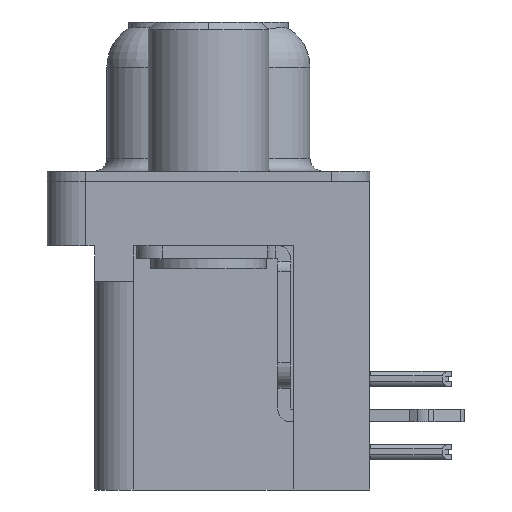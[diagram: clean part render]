
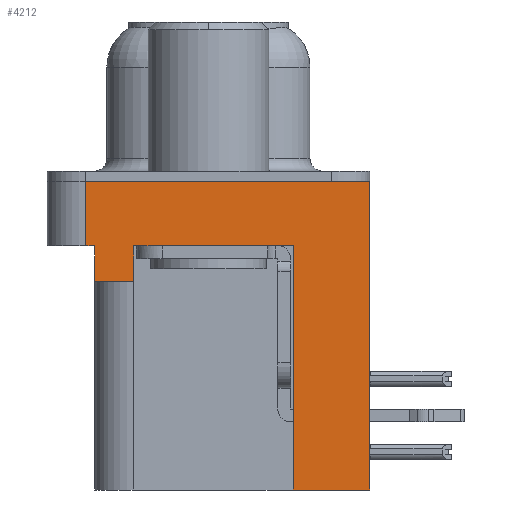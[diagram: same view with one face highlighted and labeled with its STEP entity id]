
A CAD part, left-side view. The second image highlights one B-rep face of the part: STEP entity #4212.
In plain terms, the highlighted planar face has unit normal (-1, 0, 0).
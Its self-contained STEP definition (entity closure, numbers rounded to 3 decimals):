
#136 = CARTESIAN_POINT ( 'NONE',  ( -2.91, 4.425, -3.9 ) ) ;
#434 = CARTESIAN_POINT ( 'NONE',  ( -2.91, 4.425, -2.5 ) ) ;
#615 = CARTESIAN_POINT ( 'NONE',  ( -2.91, 2.895, -2.5 ) ) ;
#1249 = VERTEX_POINT ( 'NONE', #10097 ) ;
#1302 = EDGE_CURVE ( 'NONE', #8896, #7431, #9312, .T. ) ;
#1640 = CARTESIAN_POINT ( 'NONE',  ( -2.91, -6.275, 0. ) ) ;
#1639 = LINE ( 'NONE', #16533, #21304 ) ;
#1907 = DIRECTION ( 'NONE',  ( 0., 0., 1. ) ) ;
#2173 = CARTESIAN_POINT ( 'NONE',  ( -2.91, -3.295, -2.5 ) ) ;
#2286 = LINE ( 'NONE', #22750, #8528 ) ;
#2482 = DIRECTION ( 'NONE',  ( 0., -1., 0. ) ) ;
#2494 = DIRECTION ( 'NONE',  ( 0., 1., 0. ) ) ;
#2893 = LINE ( 'NONE', #5837, #7336 ) ;
#3529 = EDGE_CURVE ( 'NONE', #8896, #1249, #19663, .T. ) ;
#3544 = VECTOR ( 'NONE', #14331, 1000. ) ;
#4212 = ADVANCED_FACE ( 'NONE', ( #7097 ), #20731, .T. ) ;
#4616 = CARTESIAN_POINT ( 'NONE',  ( -2.91, -6.275, -2.5 ) ) ;
#5497 = EDGE_CURVE ( 'NONE', #1249, #8209, #13904, .T. ) ;
#5761 = VERTEX_POINT ( 'NONE', #2173 ) ;
#5837 = CARTESIAN_POINT ( 'NONE',  ( -2.91, 4.425, -3.9 ) ) ;
#5853 = ORIENTED_EDGE ( 'NONE', *, *, #3529, .F. ) ;
#6586 = VECTOR ( 'NONE', #23194, 1000. ) ;
#7090 = ORIENTED_EDGE ( 'NONE', *, *, #9701, .F. ) ;
#7097 = FACE_OUTER_BOUND ( 'NONE', #13623, .T. ) ;
#7336 = VECTOR ( 'NONE', #21121, 1000. ) ;
#7379 = VERTEX_POINT ( 'NONE', #615 ) ;
#7431 = VERTEX_POINT ( 'NONE', #434 ) ;
#8209 = VERTEX_POINT ( 'NONE', #1640 ) ;
#8285 = VERTEX_POINT ( 'NONE', #17404 ) ;
#8528 = VECTOR ( 'NONE', #14984, 1000. ) ;
#8896 = VERTEX_POINT ( 'NONE', #16294 ) ;
#9303 = EDGE_CURVE ( 'NONE', #14063, #7379, #1639, .T. ) ;
#9312 = LINE ( 'NONE', #4616, #10198 ) ;
#9401 = VERTEX_POINT ( 'NONE', #14406 ) ;
#9701 = EDGE_CURVE ( 'NONE', #9401, #8285, #10833, .T. ) ;
#9986 = AXIS2_PLACEMENT_3D ( 'NONE', #15043, #22811, #18707 ) ;
#10017 = LINE ( 'NONE', #10489, #17153 ) ;
#10097 = CARTESIAN_POINT ( 'NONE',  ( -2.91, 4.775, 0. ) ) ;
#10198 = VECTOR ( 'NONE', #2482, 1000. ) ;
#10345 = CARTESIAN_POINT ( 'NONE',  ( -2.91, -6.275, 0. ) ) ;
#10489 = CARTESIAN_POINT ( 'NONE',  ( -2.91, -6.275, -2.5 ) ) ;
#10833 = LINE ( 'NONE', #15862, #14118 ) ;
#11543 = ORIENTED_EDGE ( 'NONE', *, *, #12088, .F. ) ;
#11701 = VERTEX_POINT ( 'NONE', #24360 ) ;
#11764 = EDGE_CURVE ( 'NONE', #14063, #11701, #13431, .T. ) ;
#12088 = EDGE_CURVE ( 'NONE', #8285, #5761, #13120, .T. ) ;
#12275 = DIRECTION ( 'NONE',  ( 0., -1., 0. ) ) ;
#12746 = ORIENTED_EDGE ( 'NONE', *, *, #5497, .F. ) ;
#13120 = LINE ( 'NONE', #20894, #13404 ) ;
#13404 = VECTOR ( 'NONE', #1907, 1000. ) ;
#13431 = LINE ( 'NONE', #136, #6586 ) ;
#13457 = ORIENTED_EDGE ( 'NONE', *, *, #9303, .T. ) ;
#13623 = EDGE_LOOP ( 'NONE', ( #12746, #5853, #15546, #19746, #19929, #13457, #17035, #11543, #7090, #23524 ) ) ;
#13904 = LINE ( 'NONE', #10345, #24046 ) ;
#14063 = VERTEX_POINT ( 'NONE', #19791 ) ;
#14118 = VECTOR ( 'NONE', #2494, 1000. ) ;
#14164 = DIRECTION ( 'NONE',  ( 0., 0., 1. ) ) ;
#14331 = DIRECTION ( 'NONE',  ( 0., 0., 1. ) ) ;
#14406 = CARTESIAN_POINT ( 'NONE',  ( -2.91, -6.275, -12. ) ) ;
#14984 = DIRECTION ( 'NONE',  ( 0., -1., 0. ) ) ;
#15043 = CARTESIAN_POINT ( 'NONE',  ( -2.91, -6.275, -2.5 ) ) ;
#15546 = ORIENTED_EDGE ( 'NONE', *, *, #1302, .T. ) ;
#15862 = CARTESIAN_POINT ( 'NONE',  ( -2.91, -3.295, -12. ) ) ;
#16294 = CARTESIAN_POINT ( 'NONE',  ( -2.91, 4.775, -2.5 ) ) ;
#16533 = CARTESIAN_POINT ( 'NONE',  ( -2.91, 2.895, -3.9 ) ) ;
#17035 = ORIENTED_EDGE ( 'NONE', *, *, #22221, .T. ) ;
#17153 = VECTOR ( 'NONE', #14164, 1000. ) ;
#17404 = CARTESIAN_POINT ( 'NONE',  ( -2.91, -3.295, -12. ) ) ;
#18707 = DIRECTION ( 'NONE',  ( 0., 0., 1. ) ) ;
#19663 = LINE ( 'NONE', #20015, #3544 ) ;
#19746 = ORIENTED_EDGE ( 'NONE', *, *, #21710, .F. ) ;
#19791 = CARTESIAN_POINT ( 'NONE',  ( -2.91, 2.895, -3.9 ) ) ;
#19929 = ORIENTED_EDGE ( 'NONE', *, *, #11764, .F. ) ;
#20015 = CARTESIAN_POINT ( 'NONE',  ( -2.91, 4.775, -2.5 ) ) ;
#20414 = DIRECTION ( 'NONE',  ( 0., 0., 1. ) ) ;
#20731 = PLANE ( 'NONE',  #9986 ) ;
#20894 = CARTESIAN_POINT ( 'NONE',  ( -2.91, -3.295, -12. ) ) ;
#21121 = DIRECTION ( 'NONE',  ( 0., 0., 1. ) ) ;
#21304 = VECTOR ( 'NONE', #20414, 1000. ) ;
#21417 = EDGE_CURVE ( 'NONE', #9401, #8209, #10017, .T. ) ;
#21710 = EDGE_CURVE ( 'NONE', #11701, #7431, #2893, .T. ) ;
#22221 = EDGE_CURVE ( 'NONE', #7379, #5761, #2286, .T. ) ;
#22750 = CARTESIAN_POINT ( 'NONE',  ( -2.91, -6.275, -2.5 ) ) ;
#22811 = DIRECTION ( 'NONE',  ( -1., 0., 0. ) ) ;
#23194 = DIRECTION ( 'NONE',  ( 0., 1., 0. ) ) ;
#23524 = ORIENTED_EDGE ( 'NONE', *, *, #21417, .T. ) ;
#24046 = VECTOR ( 'NONE', #12275, 1000. ) ;
#24360 = CARTESIAN_POINT ( 'NONE',  ( -2.91, 4.425, -3.9 ) ) ;
